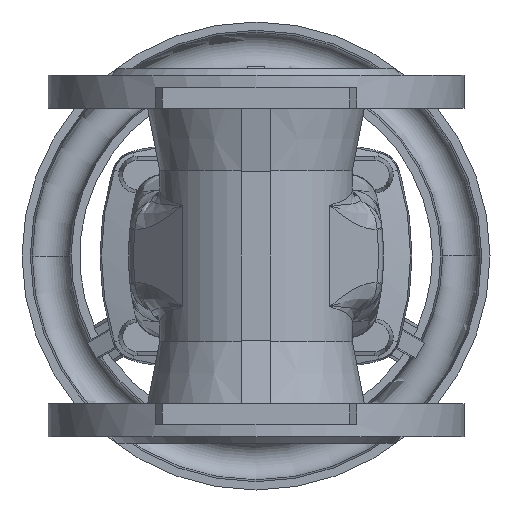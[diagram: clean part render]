
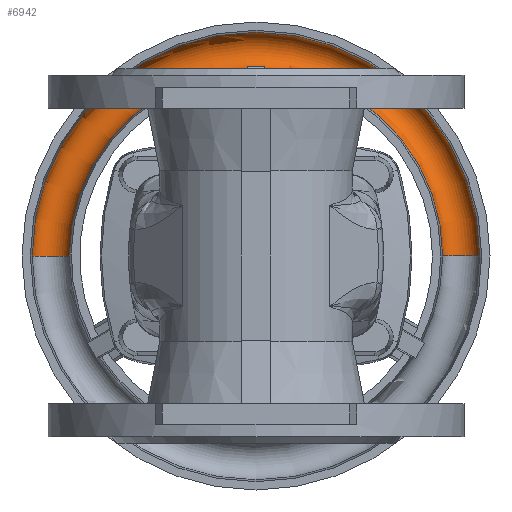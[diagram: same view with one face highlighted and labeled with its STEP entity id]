
A CAD part, front view. The second image highlights one B-rep face of the part: STEP entity #6942.
In plain terms, the highlighted toroidal (fillet/blend) face has major radius 98.663 mm and minor radius 9 mm.
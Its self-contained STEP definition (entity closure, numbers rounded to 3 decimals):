
#489 = VERTEX_POINT ( 'NONE', #14571 ) ;
#492 = VERTEX_POINT ( 'NONE', #14574 ) ;
#493 = VERTEX_POINT ( 'NONE', #14576 ) ;
#501 = VERTEX_POINT ( 'NONE', #14562 ) ;
#504 = VERTEX_POINT ( 'NONE', #14559 ) ;
#513 = VERTEX_POINT ( 'NONE', #14550 ) ;
#518 = VERTEX_POINT ( 'NONE', #14545 ) ;
#529 = VERTEX_POINT ( 'NONE', #14534 ) ;
#1455 = B_SPLINE_CURVE_WITH_KNOTS ( 'NONE', 3,
 ( #9591, #9595, #9610, #9611 ),
 .UNSPECIFIED., .F., .F.,
 ( 4, 4 ),
 ( 0., 0.008 ),
 .UNSPECIFIED. ) ;
#2238 = B_SPLINE_CURVE_WITH_KNOTS ( 'NONE', 3,
 ( #9599, #9600, #9605, #9606, #9607, #9608 ),
 .UNSPECIFIED., .F., .F.,
 ( 4, 2, 4 ),
 ( 0., 0.002, 0.004 ),
 .UNSPECIFIED. ) ;
#2723 = B_SPLINE_CURVE_WITH_KNOTS ( 'NONE', 3,
 ( #9604, #9609, #9613, #9614, #9615, #9616 ),
 .UNSPECIFIED., .F., .F.,
 ( 4, 2, 4 ),
 ( 0., 0.002, 0.004 ),
 .UNSPECIFIED. ) ;
#4994 = ORIENTED_EDGE ( 'NONE', *, *, #14842, .T. ) ;
#4996 = ORIENTED_EDGE ( 'NONE', *, *, #14844, .F. ) ;
#5000 = ORIENTED_EDGE ( 'NONE', *, *, #14841, .T. ) ;
#5009 = ORIENTED_EDGE ( 'NONE', *, *, #14846, .T. ) ;
#5013 = ORIENTED_EDGE ( 'NONE', *, *, #14845, .F. ) ;
#5019 = ORIENTED_EDGE ( 'NONE', *, *, #14840, .F. ) ;
#5021 = ORIENTED_EDGE ( 'NONE', *, *, #14847, .F. ) ;
#5043 = ORIENTED_EDGE ( 'NONE', *, *, #14843, .F. ) ;
#5119 = EDGE_LOOP ( 'NONE', ( #5019, #5000, #4994, #5043, #4996, #5013, #5009, #5021 ) ) ;
#5503 = AXIS2_PLACEMENT_3D ( 'NONE', #5851, #5850, #5882 ) ;
#5850 = DIRECTION ( 'NONE',  ( 0., 1., 0. ) ) ;
#5851 = CARTESIAN_POINT ( 'NONE',  ( 0., 369., 0. ) ) ;
#5882 = DIRECTION ( 'NONE',  ( 1., 0., 0. ) ) ;
#6942 = ADVANCED_FACE ( 'NONE', ( #13551 ), #13538, .F. ) ;
#8692 = AXIS2_PLACEMENT_3D ( 'NONE', #9592, #9593, #9594 ) ;
#8693 = AXIS2_PLACEMENT_3D ( 'NONE', #9596, #9597, #9598 ) ;
#8695 = AXIS2_PLACEMENT_3D ( 'NONE', #9601, #9602, #9603 ) ;
#8697 = AXIS2_PLACEMENT_3D ( 'NONE', #9618, #9619, #9620 ) ;
#8699 = AXIS2_PLACEMENT_3D ( 'NONE', #9621, #9622, #9623 ) ;
#9591 = CARTESIAN_POINT ( 'NONE',  ( 4.2, 373.796, 90.95 ) ) ;
#9592 = CARTESIAN_POINT ( 'NONE',  ( 0., 369.784, 0. ) ) ;
#9593 = DIRECTION ( 'NONE',  ( 0., 1., 0. ) ) ;
#9594 = DIRECTION ( 'NONE',  ( 1., 0., 0. ) ) ;
#9595 = CARTESIAN_POINT ( 'NONE',  ( 1.4, 373.854, 91.116 ) ) ;
#9596 = CARTESIAN_POINT ( 'NONE',  ( -98.663, 369., 0. ) ) ;
#9597 = DIRECTION ( 'NONE',  ( 0., 0., -1. ) ) ;
#9598 = DIRECTION ( 'NONE',  ( -1., 0., 0. ) ) ;
#9599 = CARTESIAN_POINT ( 'NONE',  ( -4.2, 373.796, 90.95 ) ) ;
#9600 = CARTESIAN_POINT ( 'NONE',  ( -4.223, 373.189, 90.567 ) ) ;
#9601 = CARTESIAN_POINT ( 'NONE',  ( 0., 369.784, 0. ) ) ;
#9602 = DIRECTION ( 'NONE',  ( 0., 1., 0. ) ) ;
#9603 = DIRECTION ( 'NONE',  ( 1., 0., 0. ) ) ;
#9604 = CARTESIAN_POINT ( 'NONE',  ( 4.375, 369.784, 89.59 ) ) ;
#9605 = CARTESIAN_POINT ( 'NONE',  ( -4.25, 372.549, 90.262 ) ) ;
#9606 = CARTESIAN_POINT ( 'NONE',  ( -4.308, 371.206, 89.806 ) ) ;
#9607 = CARTESIAN_POINT ( 'NONE',  ( -4.341, 370.499, 89.655 ) ) ;
#9608 = CARTESIAN_POINT ( 'NONE',  ( -4.375, 369.784, 89.59 ) ) ;
#9609 = CARTESIAN_POINT ( 'NONE',  ( 4.341, 370.499, 89.655 ) ) ;
#9610 = CARTESIAN_POINT ( 'NONE',  ( -1.4, 373.854, 91.116 ) ) ;
#9611 = CARTESIAN_POINT ( 'NONE',  ( -4.2, 373.796, 90.95 ) ) ;
#9613 = CARTESIAN_POINT ( 'NONE',  ( 4.309, 371.192, 89.802 ) ) ;
#9614 = CARTESIAN_POINT ( 'NONE',  ( 4.25, 372.536, 90.256 ) ) ;
#9615 = CARTESIAN_POINT ( 'NONE',  ( 4.223, 373.189, 90.567 ) ) ;
#9616 = CARTESIAN_POINT ( 'NONE',  ( 4.2, 373.796, 90.95 ) ) ;
#9618 = CARTESIAN_POINT ( 'NONE',  ( 0., 369.784, 0. ) ) ;
#9619 = DIRECTION ( 'NONE',  ( 0., 1., 0. ) ) ;
#9620 = DIRECTION ( 'NONE',  ( 1., 0., 0. ) ) ;
#9621 = CARTESIAN_POINT ( 'NONE',  ( 98.663, 369., 0. ) ) ;
#9622 = DIRECTION ( 'NONE',  ( 0., 0., 1. ) ) ;
#9623 = DIRECTION ( 'NONE',  ( 1., 0., 0. ) ) ;
#13538 = TOROIDAL_SURFACE ( 'NONE', #5503, 98.663, 9. ) ;
#13551 = FACE_OUTER_BOUND ( 'NONE', #5119, .T. ) ;
#14024 = CIRCLE ( 'NONE', #8692, 107.629 ) ;
#14025 = CIRCLE ( 'NONE', #8693, 9. ) ;
#14027 = CIRCLE ( 'NONE', #8695, 89.697 ) ;
#14029 = CIRCLE ( 'NONE', #8697, 89.697 ) ;
#14030 = CIRCLE ( 'NONE', #8699, 9. ) ;
#14534 = CARTESIAN_POINT ( 'NONE',  ( -107.629, 369.784, 0. ) ) ;
#14545 = CARTESIAN_POINT ( 'NONE',  ( 89.697, 369.784, 0. ) ) ;
#14550 = CARTESIAN_POINT ( 'NONE',  ( 4.375, 369.784, 89.59 ) ) ;
#14559 = CARTESIAN_POINT ( 'NONE',  ( -89.697, 369.784, 0. ) ) ;
#14562 = CARTESIAN_POINT ( 'NONE',  ( 4.2, 373.796, 90.95 ) ) ;
#14571 = CARTESIAN_POINT ( 'NONE',  ( -4.2, 373.796, 90.95 ) ) ;
#14574 = CARTESIAN_POINT ( 'NONE',  ( -4.375, 369.784, 89.59 ) ) ;
#14576 = CARTESIAN_POINT ( 'NONE',  ( 107.629, 369.784, 0. ) ) ;
#14840 = EDGE_CURVE ( 'NONE', #529, #493, #14024, .T. ) ;
#14841 = EDGE_CURVE ( 'NONE', #529, #504, #14025, .T. ) ;
#14842 = EDGE_CURVE ( 'NONE', #504, #492, #14027, .T. ) ;
#14843 = EDGE_CURVE ( 'NONE', #489, #492, #2238, .T. ) ;
#14844 = EDGE_CURVE ( 'NONE', #501, #489, #1455, .T. ) ;
#14845 = EDGE_CURVE ( 'NONE', #513, #501, #2723, .T. ) ;
#14846 = EDGE_CURVE ( 'NONE', #513, #518, #14029, .T. ) ;
#14847 = EDGE_CURVE ( 'NONE', #493, #518, #14030, .T. ) ;
